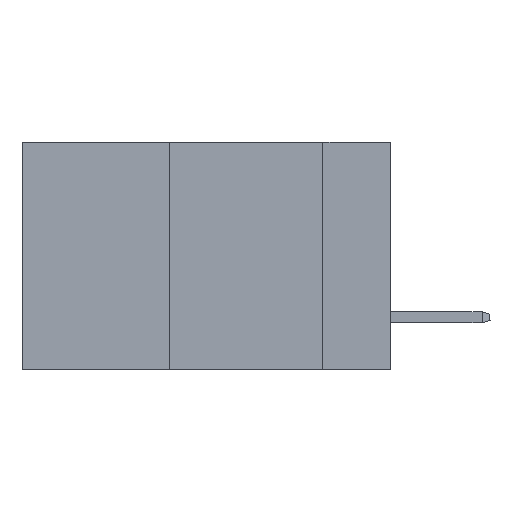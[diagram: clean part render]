
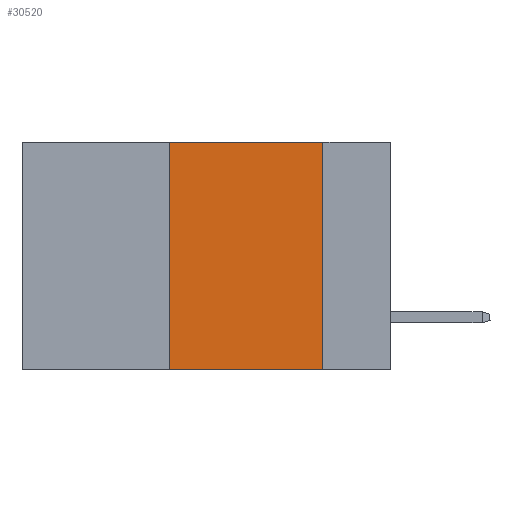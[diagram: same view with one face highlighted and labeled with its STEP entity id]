
A CAD part, left-side view. The second image highlights one B-rep face of the part: STEP entity #30520.
In plain terms, the highlighted planar face has unit normal (-1, 0, 0).
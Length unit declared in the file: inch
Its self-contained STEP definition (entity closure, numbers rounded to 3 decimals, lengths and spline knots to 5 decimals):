
#494 = FACE_OUTER_BOUND ( 'NONE', #32386, .T. ) ;
#2104 = EDGE_CURVE ( 'NONE', #14880, #26070, #17428, .T. ) ;
#2270 = EDGE_CURVE ( 'NONE', #28653, #36131, #15495, .T. ) ;
#2356 = DIRECTION ( 'NONE',  ( 1., 0., 0. ) ) ;
#6568 = VECTOR ( 'NONE', #21429, 39.37008 ) ;
#8062 = CARTESIAN_POINT ( 'NONE',  ( 0., 0.36, 0. ) ) ;
#8285 = ORIENTED_EDGE ( 'NONE', *, *, #8996, .T. ) ;
#8996 = EDGE_CURVE ( 'NONE', #14880, #36131, #11020, .T. ) ;
#9254 = ORIENTED_EDGE ( 'NONE', *, *, #2104, .F. ) ;
#11020 = LINE ( 'NONE', #11770, #36460 ) ;
#11503 = CARTESIAN_POINT ( 'NONE',  ( 0., 0.36, 0. ) ) ;
#11770 = CARTESIAN_POINT ( 'NONE',  ( 0., 0.6, -0.37 ) ) ;
#14169 = DIRECTION ( 'NONE',  ( 0., 0., 1. ) ) ;
#14880 = VERTEX_POINT ( 'NONE', #20926 ) ;
#15495 = LINE ( 'NONE', #34170, #35228 ) ;
#16366 = CARTESIAN_POINT ( 'NONE',  ( 0., 0.11, -0.37 ) ) ;
#16621 = LINE ( 'NONE', #27369, #6568 ) ;
#16956 = ORIENTED_EDGE ( 'NONE', *, *, #21351, .F. ) ;
#17428 = LINE ( 'NONE', #8062, #35729 ) ;
#17798 = CARTESIAN_POINT ( 'NONE',  ( 0., 0.6, 0. ) ) ;
#19965 = CARTESIAN_POINT ( 'NONE',  ( 0., 0.11, 0. ) ) ;
#20926 = CARTESIAN_POINT ( 'NONE',  ( 0., 0.36, -0.37 ) ) ;
#21351 = EDGE_CURVE ( 'NONE', #26070, #28653, #16621, .T. ) ;
#21429 = DIRECTION ( 'NONE',  ( 0., -1., 0. ) ) ;
#24905 = ORIENTED_EDGE ( 'NONE', *, *, #2270, .F. ) ;
#26070 = VERTEX_POINT ( 'NONE', #11503 ) ;
#27369 = CARTESIAN_POINT ( 'NONE',  ( 0., 0.6, 0. ) ) ;
#28297 = DIRECTION ( 'NONE',  ( 0., 0., -1. ) ) ;
#28653 = VERTEX_POINT ( 'NONE', #19965 ) ;
#29265 = PLANE ( 'NONE',  #37672 ) ;
#30520 = ADVANCED_FACE ( 'NONE', ( #494 ), #29265, .F. ) ;
#32386 = EDGE_LOOP ( 'NONE', ( #24905, #16956, #9254, #8285 ) ) ;
#33414 = DIRECTION ( 'NONE',  ( 0., 0., -1. ) ) ;
#34170 = CARTESIAN_POINT ( 'NONE',  ( 0., 0.11, 0. ) ) ;
#35228 = VECTOR ( 'NONE', #28297, 39.37008 ) ;
#35729 = VECTOR ( 'NONE', #14169, 39.37008 ) ;
#36131 = VERTEX_POINT ( 'NONE', #16366 ) ;
#36460 = VECTOR ( 'NONE', #39420, 39.37008 ) ;
#37672 = AXIS2_PLACEMENT_3D ( 'NONE', #17798, #2356, #33414 ) ;
#39420 = DIRECTION ( 'NONE',  ( 0., -1., 0. ) ) ;
